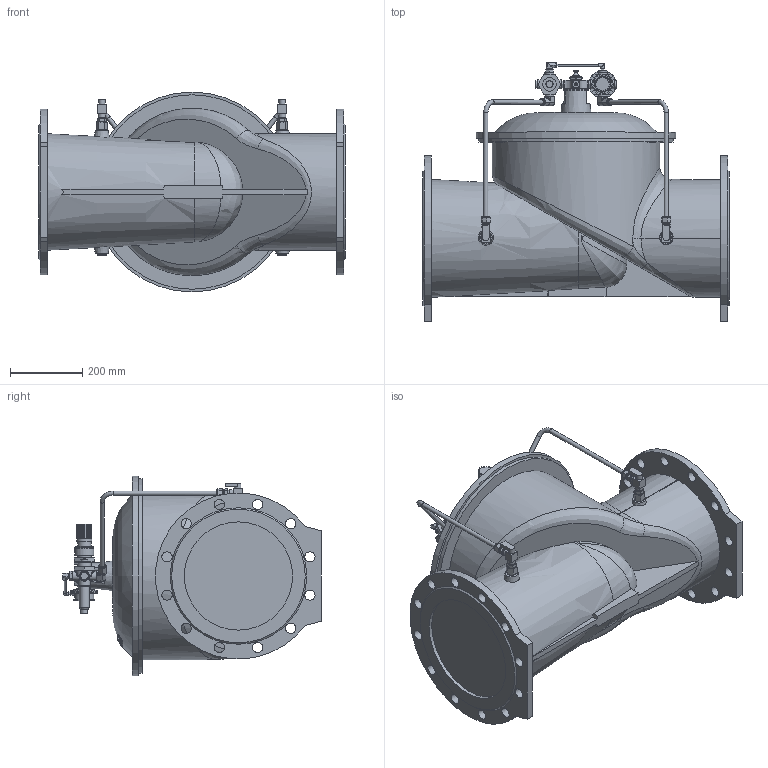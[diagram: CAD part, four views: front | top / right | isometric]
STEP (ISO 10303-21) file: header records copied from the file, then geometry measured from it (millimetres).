
FILE_DESCRIPTION (( 'STEP AP203' ), '1' );
FILE_NAME ('O_859_00_DN300_114XX10_AA0_step.step', '2017-01-09T07:03:58', ( 'Windows User' ), ( 'AVK' ), 'SwSTEP 2.0', 'SolidWorks 2012', '' );
FILE_SCHEMA (( 'CONFIG_CONTROL_DESIGN' ));
Products named in the file (1): O_859_00_DN300_114XX10_AA0_step
Bounding box: 850 x 717.5 x 554 mm (x, y, z)
Volume: 106199876.9 mm3; surface area: 2179151.7 mm2
Topology: 1 solids, 1 shells, 1129 faces, 2793 edges, 1748 vertices
Faces by surface type: plane 568, cylinder 240, cone 165, bspline 78, torus 58, sphere 20
Full cylindrical faces by diameter (mm): 4 x1, 6 x1, 7 x1, 7.7 x2, 9 x2, 9.7 x1, 12 x4, 14 x1, 15.002 x2, 16 x5, 18 x6, 18.5 x2, 19 x1, 19.6 x2, 20 x7, 21 x5, 24 x2, 25 x8, 26 x2, 28 x1, 28.5 x24, 32 x2, 37 x1, 38 x3, 40 x1, 42 x1, 46 x3, 48 x3, 53 x3, 58 x1
Entity records: 42930 total; most frequent: CARTESIAN_POINT 18235, ORIENTED_EDGE 5092, DIRECTION 4824, EDGE_CURVE 2546, AXIS2_PLACEMENT_3D 1869, VERTEX_POINT 1662, EDGE_LOOP 1422, FACE_OUTER_BOUND 1254
